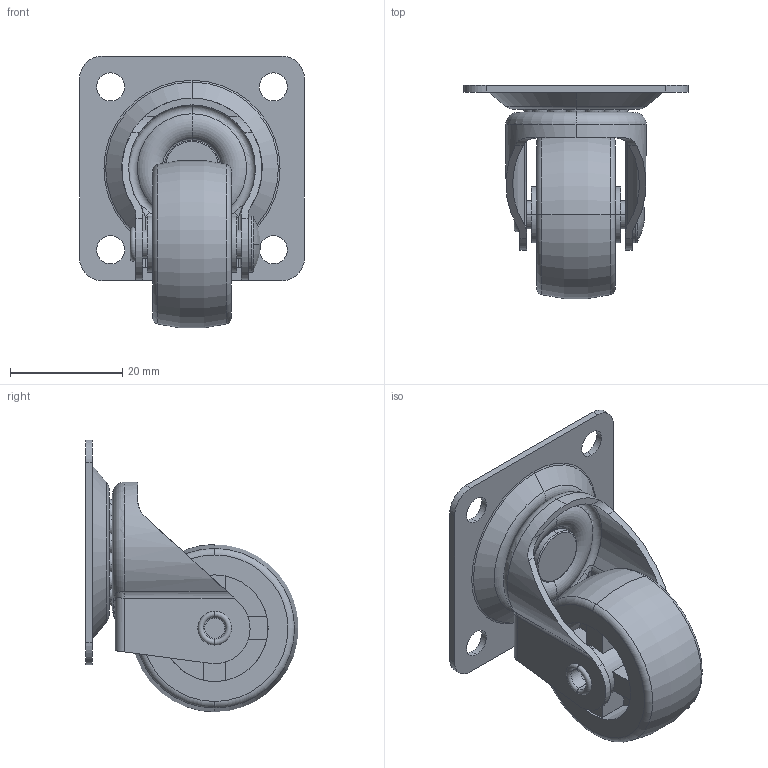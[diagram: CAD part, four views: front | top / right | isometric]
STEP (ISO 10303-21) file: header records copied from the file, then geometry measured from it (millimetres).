
FILE_DESCRIPTION (( 'STEP AP203' ), '1' );
FILE_NAME ('TekniRoll.D30mm.TR670-001.STEP', '2021-03-06T13:54:16', ( '' ), ( '' ), 'SwSTEP 2.0', 'SolidWorks 2018', '' );
FILE_SCHEMA (( 'CONFIG_CONTROL_DESIGN' ));
Length unit declared in the file: millimetre
Products named in the file (2): TekniRoll.D30mm.TR670-001
Bounding box: 40 x 37.91 x 48.41 mm (x, y, z)
Volume: 12482.1 mm3; surface area: 12045.9 mm2
Topology: 6 solids, 6 shells, 221 faces, 586 edges, 383 vertices
Faces by surface type: plane 63, cylinder 62, torus 58, sphere 30, cone 4, bspline 4
Entity records: 6997 total; most frequent: CARTESIAN_POINT 1480, DIRECTION 1260, ORIENTED_EDGE 1032, AXIS2_PLACEMENT_3D 549, EDGE_CURVE 516, VERTEX_POINT 341, CIRCLE 330, EDGE_LOOP 275
